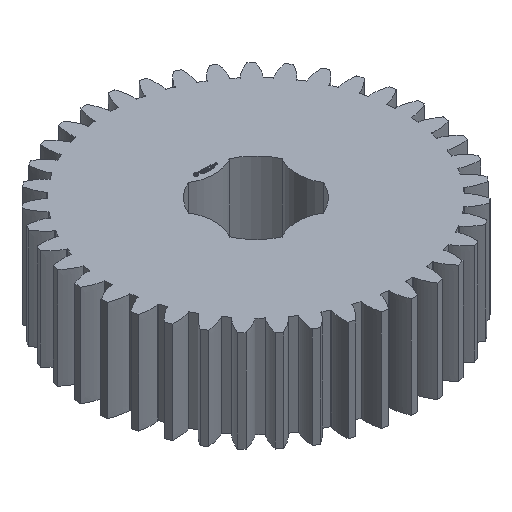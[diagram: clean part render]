
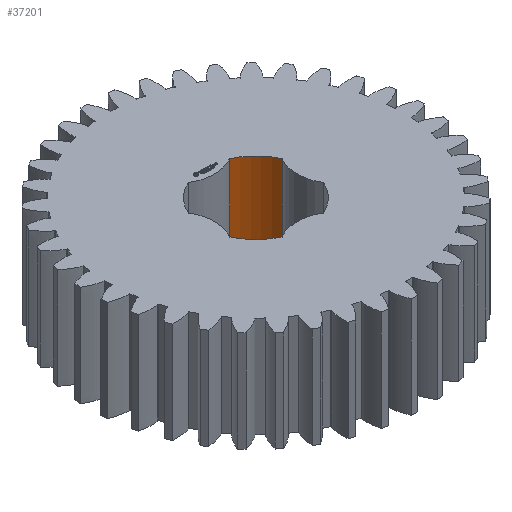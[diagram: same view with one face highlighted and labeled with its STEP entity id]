
A CAD part, isometric view. The second image highlights one B-rep face of the part: STEP entity #37201.
In plain terms, the highlighted cylindrical face has radius 6.35 mm (diameter 12.7 mm), a partial arc.
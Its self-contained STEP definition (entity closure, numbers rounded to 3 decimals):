
#93 = PLANE('',#94);
#94 = AXIS2_PLACEMENT_3D('',#95,#96,#97);
#95 = CARTESIAN_POINT('',(0.,0.,12.5));
#96 = DIRECTION('',(0.,0.,1.));
#97 = DIRECTION('',(1.,0.,0.));
#168 = PLANE('',#169);
#169 = AXIS2_PLACEMENT_3D('',#170,#171,#172);
#170 = CARTESIAN_POINT('',(0.,0.,0.));
#171 = DIRECTION('',(0.,0.,1.));
#172 = DIRECTION('',(1.,0.,0.));
#11312 = VERTEX_POINT('',#11313);
#11313 = CARTESIAN_POINT('',(2.55,5.816,0.));
#11328 = CYLINDRICAL_SURFACE('',#11329,4.9);
#11329 = AXIS2_PLACEMENT_3D('',#11330,#11331,#11332);
#11330 = CARTESIAN_POINT('',(0.,10.,0.));
#11331 = DIRECTION('',(0.,-0.,-1.));
#11332 = DIRECTION('',(0.707,0.707,0.));
#11340 = EDGE_CURVE('',#11341,#11312,#11343,.T.);
#11341 = VERTEX_POINT('',#11342);
#11342 = CARTESIAN_POINT('',(5.816,2.55,0.));
#11343 = SURFACE_CURVE('',#11344,(#11349,#11356),.PCURVE_S1.);
#11344 = CIRCLE('',#11345,6.35);
#11345 = AXIS2_PLACEMENT_3D('',#11346,#11347,#11348);
#11346 = CARTESIAN_POINT('',(0.,0.,0.));
#11347 = DIRECTION('',(0.,-0.,1.));
#11348 = DIRECTION('',(0.707,0.707,0.));
#11349 = PCURVE('',#168,#11350);
#11350 = DEFINITIONAL_REPRESENTATION('',(#11351),#11355);
#11351 = CIRCLE('',#11352,6.35);
#11352 = AXIS2_PLACEMENT_2D('',#11353,#11354);
#11353 = CARTESIAN_POINT('',(0.,0.));
#11354 = DIRECTION('',(0.707,0.707));
#11355 = ( GEOMETRIC_REPRESENTATION_CONTEXT(2) 
PARAMETRIC_REPRESENTATION_CONTEXT() REPRESENTATION_CONTEXT('2D SPACE',''
  ) );
#11356 = PCURVE('',#11357,#11362);
#11357 = CYLINDRICAL_SURFACE('',#11358,6.35);
#11358 = AXIS2_PLACEMENT_3D('',#11359,#11360,#11361);
#11359 = CARTESIAN_POINT('',(0.,0.,0.));
#11360 = DIRECTION('',(0.,-0.,-1.));
#11361 = DIRECTION('',(0.707,0.707,0.));
#11362 = DEFINITIONAL_REPRESENTATION('',(#11363),#11367);
#11363 = LINE('',#11364,#11365);
#11364 = CARTESIAN_POINT('',(-0.,0.));
#11365 = VECTOR('',#11366,1.);
#11366 = DIRECTION('',(-1.,0.));
#11367 = ( GEOMETRIC_REPRESENTATION_CONTEXT(2) 
PARAMETRIC_REPRESENTATION_CONTEXT() REPRESENTATION_CONTEXT('2D SPACE',''
  ) );
#11386 = CYLINDRICAL_SURFACE('',#11387,4.9);
#11387 = AXIS2_PLACEMENT_3D('',#11388,#11389,#11390);
#11388 = CARTESIAN_POINT('',(10.,0.,0.));
#11389 = DIRECTION('',(0.,-0.,-1.));
#11390 = DIRECTION('',(0.707,0.707,0.));
#19442 = VERTEX_POINT('',#19443);
#19443 = CARTESIAN_POINT('',(2.55,5.816,12.5));
#19465 = EDGE_CURVE('',#19466,#19442,#19468,.T.);
#19466 = VERTEX_POINT('',#19467);
#19467 = CARTESIAN_POINT('',(5.816,2.55,12.5));
#19468 = SURFACE_CURVE('',#19469,(#19474,#19481),.PCURVE_S1.);
#19469 = CIRCLE('',#19470,6.35);
#19470 = AXIS2_PLACEMENT_3D('',#19471,#19472,#19473);
#19471 = CARTESIAN_POINT('',(0.,0.,12.5)
  );
#19472 = DIRECTION('',(0.,-0.,1.));
#19473 = DIRECTION('',(0.707,0.707,0.));
#19474 = PCURVE('',#93,#19475);
#19475 = DEFINITIONAL_REPRESENTATION('',(#19476),#19480);
#19476 = CIRCLE('',#19477,6.35);
#19477 = AXIS2_PLACEMENT_2D('',#19478,#19479);
#19478 = CARTESIAN_POINT('',(0.,0.));
#19479 = DIRECTION('',(0.707,0.707));
#19480 = ( GEOMETRIC_REPRESENTATION_CONTEXT(2) 
PARAMETRIC_REPRESENTATION_CONTEXT() REPRESENTATION_CONTEXT('2D SPACE',''
  ) );
#19481 = PCURVE('',#11357,#19482);
#19482 = DEFINITIONAL_REPRESENTATION('',(#19483),#19487);
#19483 = LINE('',#19484,#19485);
#19484 = CARTESIAN_POINT('',(-0.,-12.5));
#19485 = VECTOR('',#19486,1.);
#19486 = DIRECTION('',(-1.,0.));
#19487 = ( GEOMETRIC_REPRESENTATION_CONTEXT(2) 
PARAMETRIC_REPRESENTATION_CONTEXT() REPRESENTATION_CONTEXT('2D SPACE',''
  ) );
#37178 = EDGE_CURVE('',#11341,#19466,#37179,.T.);
#37179 = SURFACE_CURVE('',#37180,(#37184,#37191),.PCURVE_S1.);
#37180 = LINE('',#37181,#37182);
#37181 = CARTESIAN_POINT('',(5.816,2.55,0.));
#37182 = VECTOR('',#37183,1.);
#37183 = DIRECTION('',(0.,0.,1.));
#37184 = PCURVE('',#11386,#37185);
#37185 = DEFINITIONAL_REPRESENTATION('',(#37186),#37190);
#37186 = LINE('',#37187,#37188);
#37187 = CARTESIAN_POINT('',(-1.809,0.));
#37188 = VECTOR('',#37189,1.);
#37189 = DIRECTION('',(-0.,-1.));
#37190 = ( GEOMETRIC_REPRESENTATION_CONTEXT(2) 
PARAMETRIC_REPRESENTATION_CONTEXT() REPRESENTATION_CONTEXT('2D SPACE',''
  ) );
#37191 = PCURVE('',#11357,#37192);
#37192 = DEFINITIONAL_REPRESENTATION('',(#37193),#37197);
#37193 = LINE('',#37194,#37195);
#37194 = CARTESIAN_POINT('',(-5.911,0.));
#37195 = VECTOR('',#37196,1.);
#37196 = DIRECTION('',(-0.,-1.));
#37197 = ( GEOMETRIC_REPRESENTATION_CONTEXT(2) 
PARAMETRIC_REPRESENTATION_CONTEXT() REPRESENTATION_CONTEXT('2D SPACE',''
  ) );
#37201 = ADVANCED_FACE('',(#37202),#11357,.F.);
#37202 = FACE_BOUND('',#37203,.T.);
#37203 = EDGE_LOOP('',(#37204,#37205,#37206,#37227));
#37204 = ORIENTED_EDGE('',*,*,#37178,.T.);
#37205 = ORIENTED_EDGE('',*,*,#19465,.T.);
#37206 = ORIENTED_EDGE('',*,*,#37207,.F.);
#37207 = EDGE_CURVE('',#11312,#19442,#37208,.T.);
#37208 = SURFACE_CURVE('',#37209,(#37213,#37220),.PCURVE_S1.);
#37209 = LINE('',#37210,#37211);
#37210 = CARTESIAN_POINT('',(2.55,5.816,0.));
#37211 = VECTOR('',#37212,1.);
#37212 = DIRECTION('',(0.,0.,1.));
#37213 = PCURVE('',#11357,#37214);
#37214 = DEFINITIONAL_REPRESENTATION('',(#37215),#37219);
#37215 = LINE('',#37216,#37217);
#37216 = CARTESIAN_POINT('',(-6.655,0.));
#37217 = VECTOR('',#37218,1.);
#37218 = DIRECTION('',(-0.,-1.));
#37219 = ( GEOMETRIC_REPRESENTATION_CONTEXT(2) 
PARAMETRIC_REPRESENTATION_CONTEXT() REPRESENTATION_CONTEXT('2D SPACE',''
  ) );
#37220 = PCURVE('',#11328,#37221);
#37221 = DEFINITIONAL_REPRESENTATION('',(#37222),#37226);
#37222 = LINE('',#37223,#37224);
#37223 = CARTESIAN_POINT('',(-4.474,0.));
#37224 = VECTOR('',#37225,1.);
#37225 = DIRECTION('',(-0.,-1.));
#37226 = ( GEOMETRIC_REPRESENTATION_CONTEXT(2) 
PARAMETRIC_REPRESENTATION_CONTEXT() REPRESENTATION_CONTEXT('2D SPACE',''
  ) );
#37227 = ORIENTED_EDGE('',*,*,#11340,.F.);
